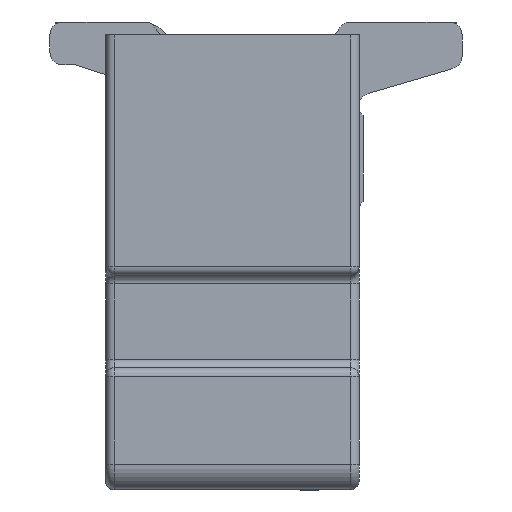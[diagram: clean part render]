
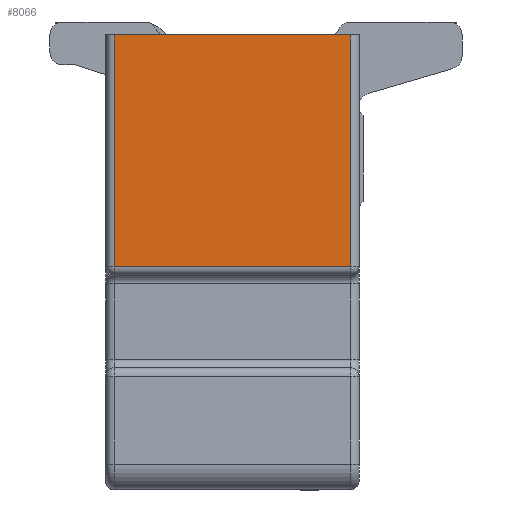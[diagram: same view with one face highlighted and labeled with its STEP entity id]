
A CAD part, left-side view. The second image highlights one B-rep face of the part: STEP entity #8066.
In plain terms, the highlighted planar face has unit normal (-1, 0, 0).
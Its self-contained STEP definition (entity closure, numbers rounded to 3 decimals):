
#922 = LINE ( 'NONE', #6883, #3410 ) ;
#1220 = VERTEX_POINT ( 'NONE', #2733 ) ;
#1281 = DIRECTION ( 'NONE',  ( 0., 0., -1. ) ) ;
#2350 = CARTESIAN_POINT ( 'NONE',  ( -1.468, 11.083, 18.924 ) ) ;
#2365 = LINE ( 'NONE', #6080, #7245 ) ;
#2447 = VERTEX_POINT ( 'NONE', #10780 ) ;
#2623 = VERTEX_POINT ( 'NONE', #10747 ) ;
#2733 = CARTESIAN_POINT ( 'NONE',  ( -1.468, 10.983, 16.224 ) ) ;
#3055 = AXIS2_PLACEMENT_3D ( 'NONE', #8481, #9290, #1281 ) ;
#3147 = LINE ( 'NONE', #8062, #9045 ) ;
#3356 = EDGE_CURVE ( 'NONE', #8996, #1220, #3147, .T. ) ;
#3410 = VECTOR ( 'NONE', #4196, 1000. ) ;
#3812 = EDGE_LOOP ( 'NONE', ( #10296, #7346, #10036, #9621 ) ) ;
#3977 = EDGE_CURVE ( 'NONE', #1220, #2447, #2365, .T. ) ;
#4107 = VECTOR ( 'NONE', #7403, 1000. ) ;
#4196 = DIRECTION ( 'NONE',  ( 0., 0., 1. ) ) ;
#4366 = LINE ( 'NONE', #2350, #4107 ) ;
#4713 = DIRECTION ( 'NONE',  ( 0., 0., -1. ) ) ;
#5713 = EDGE_CURVE ( 'NONE', #2623, #8996, #4366, .T. ) ;
#6080 = CARTESIAN_POINT ( 'NONE',  ( -1.468, 8.133, 16.224 ) ) ;
#6459 = CARTESIAN_POINT ( 'NONE',  ( -1.468, 10.983, 18.924 ) ) ;
#6883 = CARTESIAN_POINT ( 'NONE',  ( -1.468, 8.233, 13.166 ) ) ;
#7245 = VECTOR ( 'NONE', #7829, 1000. ) ;
#7346 = ORIENTED_EDGE ( 'NONE', *, *, #3356, .T. ) ;
#7403 = DIRECTION ( 'NONE',  ( 0., 1., 0. ) ) ;
#7829 = DIRECTION ( 'NONE',  ( 0., -1., 0. ) ) ;
#7928 = EDGE_CURVE ( 'NONE', #2447, #2623, #922, .T. ) ;
#8062 = CARTESIAN_POINT ( 'NONE',  ( -1.468, 10.983, 16.124 ) ) ;
#8066 = ADVANCED_FACE ( 'NONE', ( #8254 ), #10074, .F. ) ;
#8254 = FACE_OUTER_BOUND ( 'NONE', #3812, .T. ) ;
#8481 = CARTESIAN_POINT ( 'NONE',  ( -1.468, 11.083, 13.166 ) ) ;
#8996 = VERTEX_POINT ( 'NONE', #6459 ) ;
#9045 = VECTOR ( 'NONE', #4713, 1000. ) ;
#9290 = DIRECTION ( 'NONE',  ( 1., 0., 0. ) ) ;
#9621 = ORIENTED_EDGE ( 'NONE', *, *, #7928, .T. ) ;
#10036 = ORIENTED_EDGE ( 'NONE', *, *, #3977, .T. ) ;
#10074 = PLANE ( 'NONE',  #3055 ) ;
#10296 = ORIENTED_EDGE ( 'NONE', *, *, #5713, .T. ) ;
#10747 = CARTESIAN_POINT ( 'NONE',  ( -1.468, 8.233, 18.924 ) ) ;
#10780 = CARTESIAN_POINT ( 'NONE',  ( -1.468, 8.233, 16.224 ) ) ;
